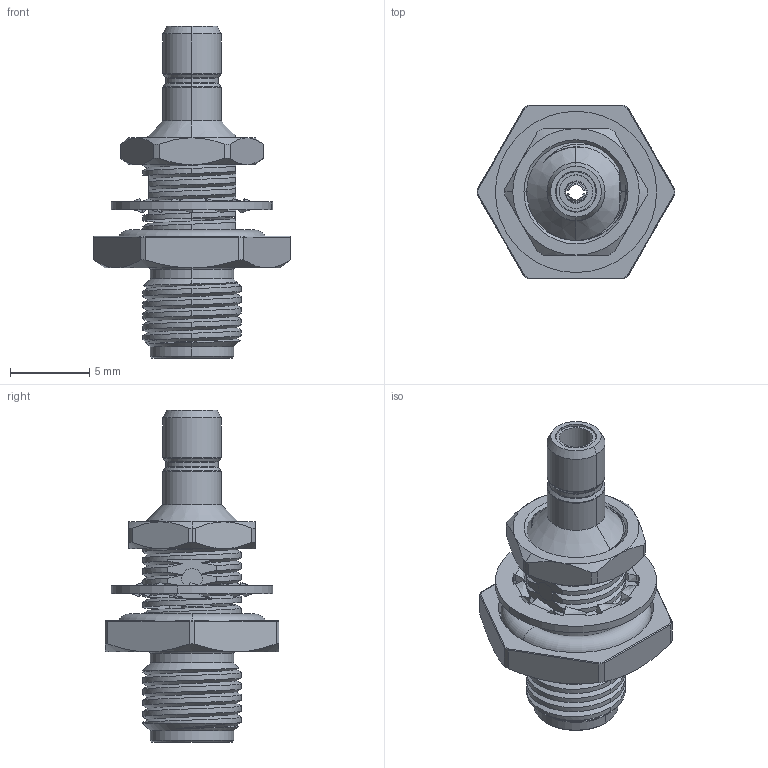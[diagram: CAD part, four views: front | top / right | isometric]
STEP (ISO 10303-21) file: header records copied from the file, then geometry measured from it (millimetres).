
FILE_DESCRIPTION (( 'STEP AP214' ), '1' );
FILE_NAME ('74-3032-541-IP68.STEP', '2022-08-03T09:21:49', ( '' ), ( '' ), 'SwSTEP 2.0', 'SolidWorks 2022', '' );
FILE_SCHEMA (( 'AUTOMOTIVE_DESIGN' ));
Length unit declared in the file: millimetre
Products named in the file (1): 74-3032-541-IP68
Bounding box: 12.5 x 11 x 21 mm (x, y, z)
Surface area: 1244.9 mm2 (no closed solid volume)
Topology: 0 solids, 11 shells, 282 faces, 749 edges, 467 vertices
Faces by surface type: cylinder 85, bspline 64, plane 60, cone 51, torus 22
Entity records: 19309 total; most frequent: CARTESIAN_POINT 12945, ORIENTED_EDGE 1388, DIRECTION 1174, EDGE_CURVE 749, VERTEX_POINT 467, AXIS2_PLACEMENT_3D 422, VECTOR 330, LINE 330
